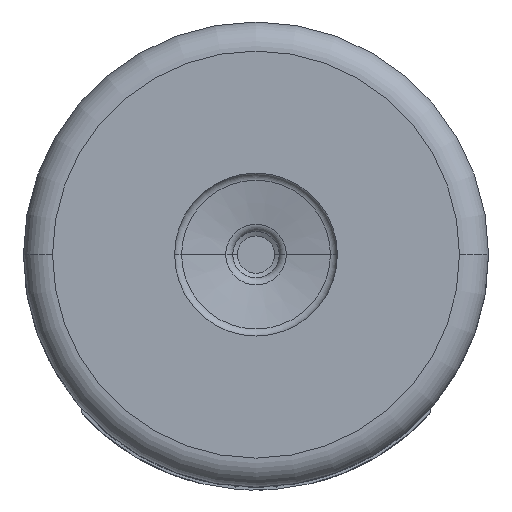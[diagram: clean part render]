
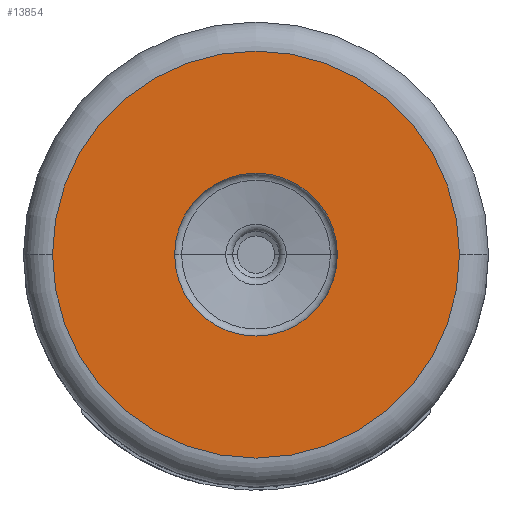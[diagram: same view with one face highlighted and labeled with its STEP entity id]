
A CAD part, front view. The second image highlights one B-rep face of the part: STEP entity #13854.
In plain terms, the highlighted planar face has unit normal (0, -1, 0).
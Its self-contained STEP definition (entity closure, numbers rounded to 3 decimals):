
#1830=CARTESIAN_POINT('',(0.,-4.,0.));
#1831=DIRECTION('',(0.,-1.,0.));
#1832=DIRECTION('',(1.,0.,0.));
#1833=AXIS2_PLACEMENT_3D('',#1830,#1831,#1832);
#1845=CARTESIAN_POINT('',(0.,-4.,0.));
#1846=DIRECTION('',(0.,-1.,0.));
#1847=DIRECTION('',(-1.,0.,0.));
#1848=AXIS2_PLACEMENT_3D('',#1845,#1846,#1847);
#1850=CARTESIAN_POINT('',(0.,-4.,0.));
#1851=DIRECTION('',(0.,-1.,0.));
#1852=DIRECTION('',(1.,0.,0.));
#1853=AXIS2_PLACEMENT_3D('',#1850,#1851,#1852);
#1855=CARTESIAN_POINT('',(0.,-4.,0.));
#1856=DIRECTION('',(0.,-1.,0.));
#1857=DIRECTION('',(-1.,0.,0.));
#1858=AXIS2_PLACEMENT_3D('',#1855,#1856,#1857);
#11513=CARTESIAN_POINT('',(-1.4,-4.,0.));
#11514=CARTESIAN_POINT('',(1.4,-4.,0.));
#11515=VERTEX_POINT('',#11513);
#11516=VERTEX_POINT('',#11514);
#11517=CARTESIAN_POINT('',(3.5,-4.,0.));
#11518=CARTESIAN_POINT('',(-3.5,-4.,0.));
#11519=VERTEX_POINT('',#11517);
#11520=VERTEX_POINT('',#11518);
#13838=CARTESIAN_POINT('',(0.,-4.,0.));
#13839=DIRECTION('',(0.,1.,0.));
#13840=DIRECTION('',(1.,0.,0.));
#13841=AXIS2_PLACEMENT_3D('',#13838,#13839,#13840);
#13842=PLANE('',#13841);
#13843=ORIENTED_EDGE('',*,*,#13828,.F.);
#13845=ORIENTED_EDGE('',*,*,#13844,.F.);
#13846=EDGE_LOOP('',(#13843,#13845));
#13847=FACE_OUTER_BOUND('',#13846,.F.);
#13849=ORIENTED_EDGE('',*,*,#13848,.T.);
#13851=ORIENTED_EDGE('',*,*,#13850,.T.);
#13852=EDGE_LOOP('',(#13849,#13851));
#13853=FACE_BOUND('',#13852,.F.);
#13854=ADVANCED_FACE('',(#13847,#13853),#13842,.F.);
#1834=CIRCLE('',#1833,3.5);
#1849=CIRCLE('',#1848,1.4);
#1854=CIRCLE('',#1853,1.4);
#1859=CIRCLE('',#1858,3.5);
#13828=EDGE_CURVE('',#11519,#11520,#1834,.T.);
#13844=EDGE_CURVE('',#11520,#11519,#1859,.T.);
#13848=EDGE_CURVE('',#11515,#11516,#1849,.T.);
#13850=EDGE_CURVE('',#11516,#11515,#1854,.T.);
